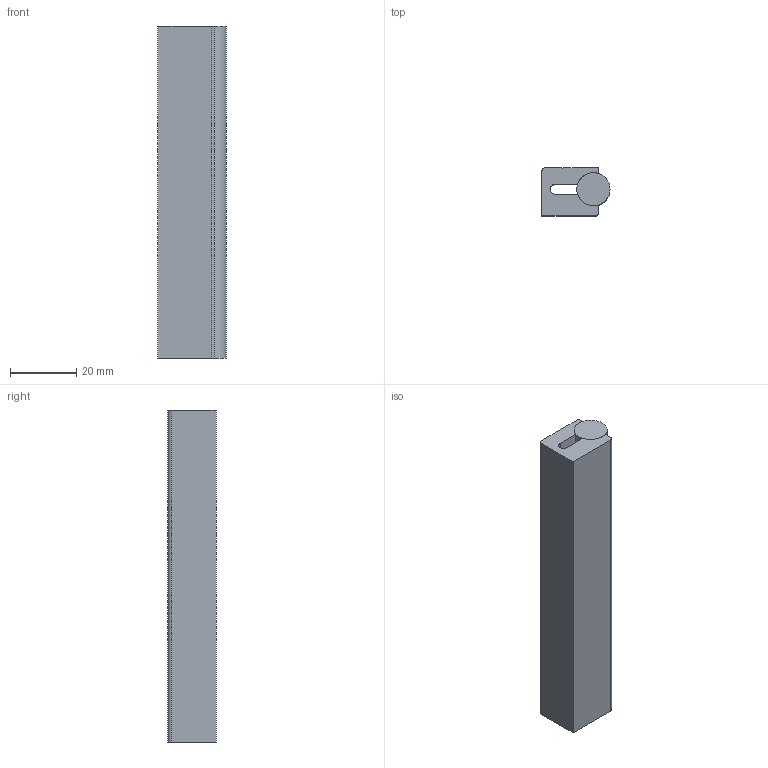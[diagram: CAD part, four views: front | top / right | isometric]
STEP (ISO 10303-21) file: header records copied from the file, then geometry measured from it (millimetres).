
FILE_DESCRIPTION(/* description */ ('PROFILO GUIDA LINEARE GS10'),/* implementation_level */ '2;1');
FILE_NAME(/* name */ 'BPRGD0000068.stp',/* time_stamp */ '2022-07-27T09:05:28+02:00',/* author */ ('tecnico3.vi'),/* organization */ (''),/* preprocessor_version */ 'ST-DEVELOPER v18.1',/* originating_system */ 'Autodesk Inventor 2022',/* authorisation */ '');
FILE_SCHEMA (('AUTOMOTIVE_DESIGN { 1 0 10303 214 3 1 1 }'));
Length unit declared in the file: millimetre
Products named in the file (3): 80PGL0005-A; 958510003971; Parte1
Assembly tree (2 placements, depth 2):
  80PGL0005-A
    958510003971
    Parte1
Bounding box: 20.5 x 14.5 x 100 mm (x, y, z)
Volume: 24719.7 mm3; surface area: 12296.3 mm2
Topology: 2 solids, 2 shells, 21 faces, 51 edges, 34 vertices
Faces by surface type: plane 14, cylinder 7
Full cylindrical faces by diameter (mm): 10 x1
Entity records: 753 total; most frequent: DIRECTION 119, CARTESIAN_POINT 112, ORIENTED_EDGE 102, EDGE_CURVE 51, AXIS2_PLACEMENT_3D 41, LINE 37, VECTOR 37, VERTEX_POINT 34
